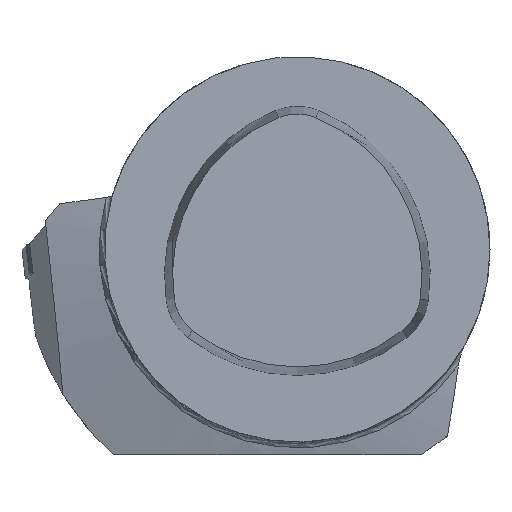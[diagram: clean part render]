
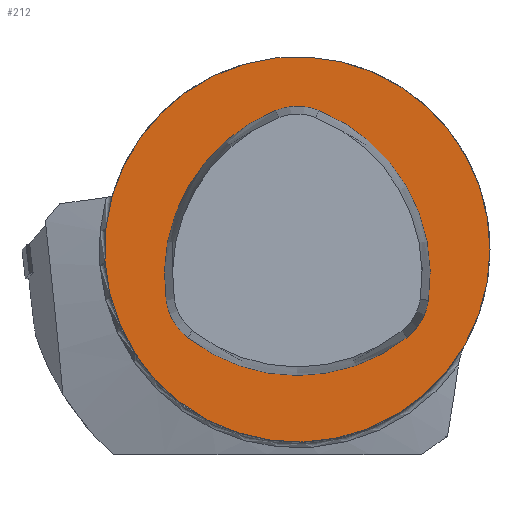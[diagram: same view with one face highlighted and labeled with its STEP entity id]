
A CAD part, top view. The second image highlights one B-rep face of the part: STEP entity #212.
In plain terms, the highlighted planar face has unit normal (0, 0, 1).
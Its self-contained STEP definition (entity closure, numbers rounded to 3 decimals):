
#120=FACE_BOUND('',#409,.T.);
#121=FACE_BOUND('',#410,.T.);
#147=CIRCLE('',#1472,31.5);
#157=CIRCLE('',#1493,29.);
#158=CIRCLE('',#1494,9.4);
#159=CIRCLE('',#1495,29.);
#160=CIRCLE('',#1496,9.4);
#161=CIRCLE('',#1497,29.);
#162=CIRCLE('',#1498,9.4);
#212=ADVANCED_FACE('',(#120,#121),#280,.T.);
#280=PLANE('',#1499);
#409=EDGE_LOOP('',(#585));
#410=EDGE_LOOP('',(#586,#587,#588,#589,#590,#591));
#585=ORIENTED_EDGE('',*,*,#1027,.T.);
#586=ORIENTED_EDGE('',*,*,#1055,.F.);
#587=ORIENTED_EDGE('',*,*,#1056,.F.);
#588=ORIENTED_EDGE('',*,*,#1057,.F.);
#589=ORIENTED_EDGE('',*,*,#1058,.F.);
#590=ORIENTED_EDGE('',*,*,#1059,.F.);
#591=ORIENTED_EDGE('',*,*,#1060,.F.);
#898=VERTEX_POINT('',#2128);
#919=VERTEX_POINT('',#2221);
#920=VERTEX_POINT('',#2222);
#921=VERTEX_POINT('',#2224);
#922=VERTEX_POINT('',#2226);
#923=VERTEX_POINT('',#2228);
#924=VERTEX_POINT('',#2230);
#1027=EDGE_CURVE('',#898,#898,#147,.T.);
#1055=EDGE_CURVE('',#919,#920,#157,.T.);
#1056=EDGE_CURVE('',#921,#919,#158,.T.);
#1057=EDGE_CURVE('',#922,#921,#159,.T.);
#1058=EDGE_CURVE('',#923,#922,#160,.T.);
#1059=EDGE_CURVE('',#924,#923,#161,.T.);
#1060=EDGE_CURVE('',#920,#924,#162,.T.);
#1472=AXIS2_PLACEMENT_3D('',#2127,#1665,#1666);
#1493=AXIS2_PLACEMENT_3D('',#2220,#1716,#1717);
#1494=AXIS2_PLACEMENT_3D('',#2223,#1718,#1719);
#1495=AXIS2_PLACEMENT_3D('',#2225,#1720,#1721);
#1496=AXIS2_PLACEMENT_3D('',#2227,#1722,#1723);
#1497=AXIS2_PLACEMENT_3D('',#2229,#1724,#1725);
#1498=AXIS2_PLACEMENT_3D('',#2231,#1726,#1727);
#1499=AXIS2_PLACEMENT_3D('',#2232,#1728,#1729);
#1665=DIRECTION('',(0.,0.,1.));
#1666=DIRECTION('',(1.,0.,0.));
#1716=DIRECTION('',(0.,0.,1.));
#1717=DIRECTION('',(1.,0.,0.));
#1718=DIRECTION('',(0.,0.,1.));
#1719=DIRECTION('',(1.,0.,0.));
#1720=DIRECTION('',(0.,0.,1.));
#1721=DIRECTION('',(1.,0.,0.));
#1722=DIRECTION('',(0.,0.,1.));
#1723=DIRECTION('',(1.,0.,0.));
#1724=DIRECTION('',(0.,0.,1.));
#1725=DIRECTION('',(1.,0.,0.));
#1726=DIRECTION('',(0.,0.,1.));
#1727=DIRECTION('',(1.,0.,0.));
#1728=DIRECTION('',(0.,0.,1.));
#1729=DIRECTION('',(-1.,0.,0.));
#2127=CARTESIAN_POINT('',(0.,0.,0.));
#2128=CARTESIAN_POINT('',(31.5,0.,0.));
#2220=CARTESIAN_POINT('',(7.275,-4.2,0.));
#2221=CARTESIAN_POINT('',(-3.489,22.729,0.));
#2222=CARTESIAN_POINT('',(-21.428,-8.343,0.));
#2223=CARTESIAN_POINT('',(0.,14.,0.));
#2224=CARTESIAN_POINT('',(3.489,22.729,0.));
#2225=CARTESIAN_POINT('',(-7.275,-4.2,0.));
#2226=CARTESIAN_POINT('',(21.428,-8.343,0.));
#2227=CARTESIAN_POINT('',(12.124,-7.,0.));
#2228=CARTESIAN_POINT('',(17.939,-14.386,0.));
#2229=CARTESIAN_POINT('',(0.,8.4,0.));
#2230=CARTESIAN_POINT('',(-17.939,-14.386,0.));
#2231=CARTESIAN_POINT('',(-12.124,-7.,0.));
#2232=CARTESIAN_POINT('',(0.,0.,0.));
